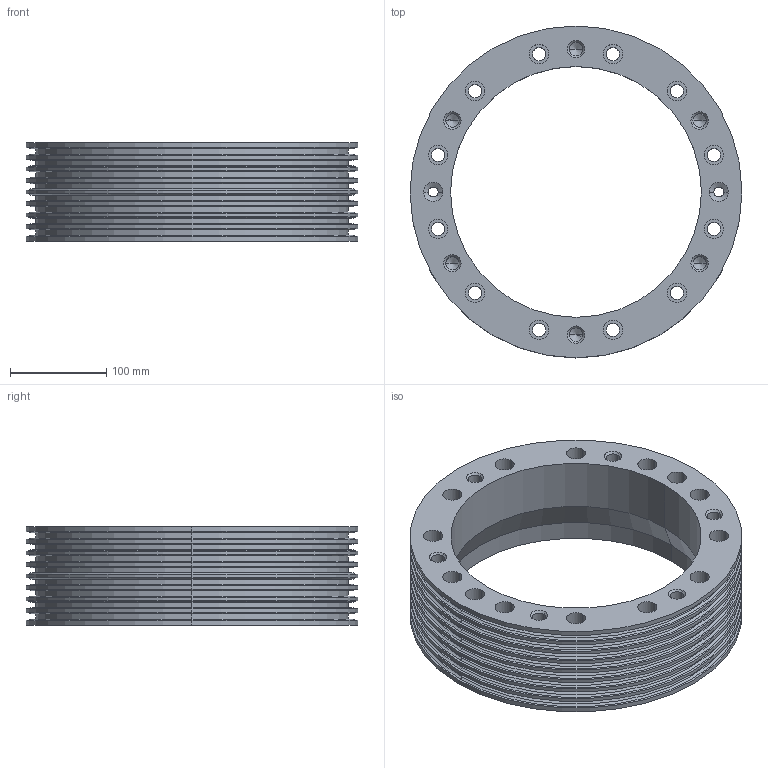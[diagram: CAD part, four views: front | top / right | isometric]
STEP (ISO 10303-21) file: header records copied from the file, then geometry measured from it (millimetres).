
FILE_DESCRIPTION (( 'STEP AP203' ), '1' );
FILE_NAME ('kvshll340_8.STEP', '2022-11-02T11:41:23', ( '' ), ( '' ), '', '', '' );
FILE_SCHEMA (( 'CONFIG_CONTROL_DESIGN' ));
Length unit declared in the file: millimetre
Products named in the file (1): kvshll340_8
Bounding box: 344 x 344 x 102 mm (x, y, z)
Volume: 2865541.3 mm3; surface area: 496778.4 mm2
Topology: 1 solids, 1 shells, 230 faces, 500 edges, 294 vertices
Faces by surface type: cylinder 106, cone 62, torus 32, plane 30
Entity records: 6377 total; most frequent: DIRECTION 1270, CARTESIAN_POINT 1013, ORIENTED_EDGE 976, AXIS2_PLACEMENT_3D 551, EDGE_CURVE 488, CIRCLE 320, VERTEX_POINT 294, EDGE_LOOP 294
